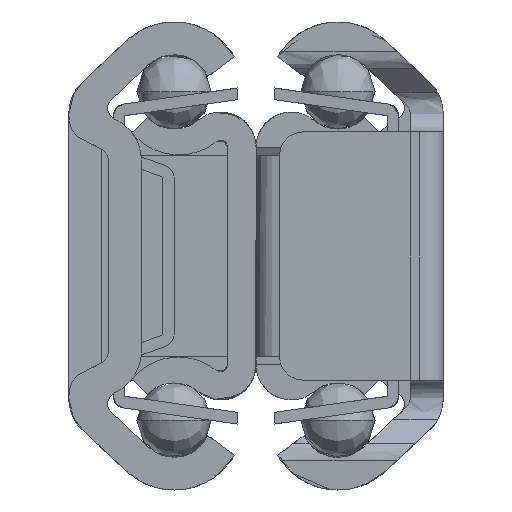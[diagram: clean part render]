
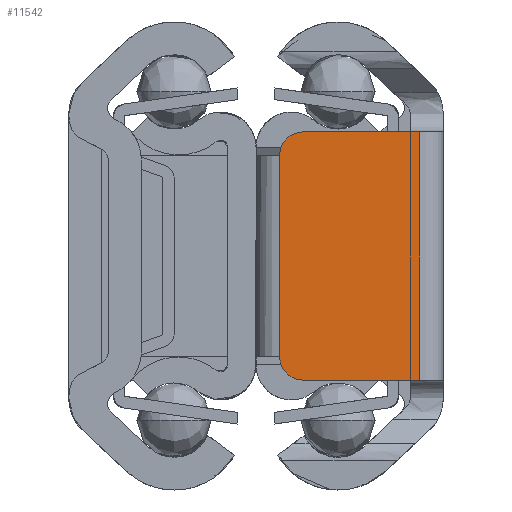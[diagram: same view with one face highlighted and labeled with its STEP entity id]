
A CAD part, left-side view. The second image highlights one B-rep face of the part: STEP entity #11542.
In plain terms, the highlighted free-form (B-spline) face has degree [1, 1] with [2, 2] control points.
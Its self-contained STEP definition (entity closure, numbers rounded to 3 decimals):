
#9389=CARTESIAN_POINT('',(200.0,-1.,5.3));
#9390=VERTEX_POINT('',#9389);
#9406=CARTESIAN_POINT('',(200.0,-1.,-5.3));
#9407=VERTEX_POINT('',#9406);
#9408=CARTESIAN_POINT('',(200.0,-1.,-5.3));
#9409=CARTESIAN_POINT('',(200.0,-1.,5.3));
#9410=QUASI_UNIFORM_CURVE('',1,(#9408,#9409),.UNSPECIFIED.,.F.,.U.);
#9411=EDGE_CURVE('',#9407,#9390,#9410,.T.);
#9542=CARTESIAN_POINT('',(200.0,-7.,-4.3));
#9543=VERTEX_POINT('',#9542);
#9544=CARTESIAN_POINT('',(200.0,-6.0,-5.3));
#9545=VERTEX_POINT('',#9544);
#9546=CARTESIAN_POINT('',(200.0,-7.0,-4.3));
#9547=CARTESIAN_POINT('',(200.0,-7.,-5.3));
#9548=CARTESIAN_POINT('',(200.0,-6.0,-5.3));
#9556=(BOUNDED_CURVE()B_SPLINE_CURVE(2,(#9546,#9547,#9548),.UNSPECIFIED.,.F.,.U.)CURVE()GEOMETRIC_REPRESENTATION_ITEM()QUASI_UNIFORM_CURVE()RATIONAL_B_SPLINE_CURVE((1.0,0.707,1.0))REPRESENTATION_ITEM(''));
#9557=EDGE_CURVE('',#9543,#9545,#9556,.T.);
#9578=CARTESIAN_POINT('',(200.0,-7.,4.3));
#9579=VERTEX_POINT('',#9578);
#9580=CARTESIAN_POINT('',(200.0,-7.,4.3));
#9581=CARTESIAN_POINT('',(200.0,-7.,-4.3));
#9582=QUASI_UNIFORM_CURVE('',1,(#9580,#9581),.UNSPECIFIED.,.F.,.U.);
#9583=EDGE_CURVE('',#9579,#9543,#9582,.T.);
#9609=CARTESIAN_POINT('',(200.0,-6.0,5.3));
#9610=VERTEX_POINT('',#9609);
#9611=CARTESIAN_POINT('',(200.0,-6.0,5.3));
#9612=CARTESIAN_POINT('',(200.0,-7.,5.3));
#9613=CARTESIAN_POINT('',(200.0,-7.0,4.3));
#9621=(BOUNDED_CURVE()B_SPLINE_CURVE(2,(#9611,#9612,#9613),.UNSPECIFIED.,.F.,.U.)CURVE()GEOMETRIC_REPRESENTATION_ITEM()QUASI_UNIFORM_CURVE()RATIONAL_B_SPLINE_CURVE((1.0,0.707,1.0))REPRESENTATION_ITEM(''));
#9622=EDGE_CURVE('',#9610,#9579,#9621,.T.);
#9639=CARTESIAN_POINT('',(200.0,-1.,5.3));
#9640=CARTESIAN_POINT('',(200.0,-6.0,5.3));
#9641=QUASI_UNIFORM_CURVE('',1,(#9639,#9640),.UNSPECIFIED.,.F.,.U.);
#9642=EDGE_CURVE('',#9390,#9610,#9641,.T.);
#10162=CARTESIAN_POINT('',(200.0,-1.,-5.3));
#10163=CARTESIAN_POINT('',(200.0,-6.0,-5.3));
#10164=QUASI_UNIFORM_CURVE('',1,(#10162,#10163),.UNSPECIFIED.,.F.,.U.);
#10165=EDGE_CURVE('',#9407,#9545,#10164,.T.);
#11529=CARTESIAN_POINT('',(200.0,-7.3,5.829));
#11530=CARTESIAN_POINT('',(200.0,-0.7,5.829));
#11531=CARTESIAN_POINT('',(200.0,-7.3,-5.829));
#11532=CARTESIAN_POINT('',(200.0,-0.7,-5.829));
#11533=B_SPLINE_SURFACE_WITH_KNOTS('',1,1,((#11529,#11531),(#11530,#11532)),.UNSPECIFIED.,.F.,.F.,.U.,(2,2),(2,2),(0.0,6.599),(0.0,11.659),.UNSPECIFIED.);
#11534=ORIENTED_EDGE('',*,*,#10165,.F.);
#11535=ORIENTED_EDGE('',*,*,#9411,.T.);
#11536=ORIENTED_EDGE('',*,*,#9642,.T.);
#11537=ORIENTED_EDGE('',*,*,#9622,.T.);
#11538=ORIENTED_EDGE('',*,*,#9583,.T.);
#11539=ORIENTED_EDGE('',*,*,#9557,.T.);
#11540=EDGE_LOOP('',(#11534,#11535,#11536,#11537,#11538,#11539));
#11541=FACE_OUTER_BOUND('',#11540,.T.);
#11542=ADVANCED_FACE('',(#11541),#11533,.F.);
